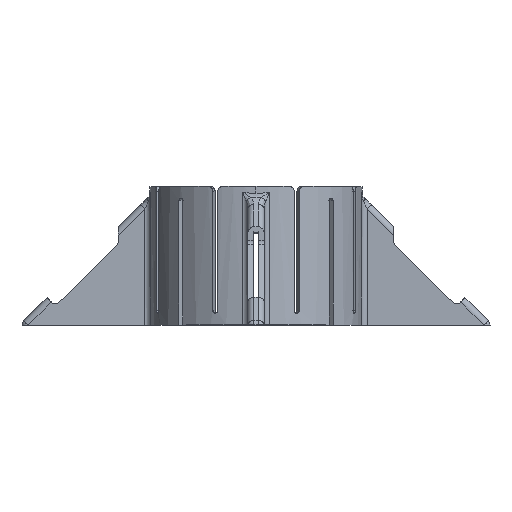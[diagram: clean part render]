
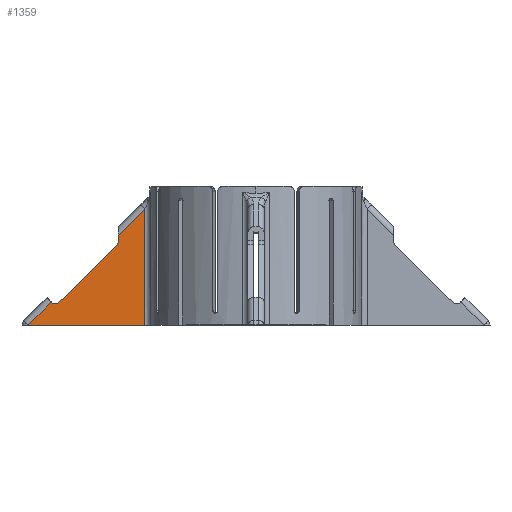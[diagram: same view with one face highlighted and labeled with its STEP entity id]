
A CAD part, top view. The second image highlights one B-rep face of the part: STEP entity #1359.
In plain terms, the highlighted planar face has unit normal (0, 0, 1).
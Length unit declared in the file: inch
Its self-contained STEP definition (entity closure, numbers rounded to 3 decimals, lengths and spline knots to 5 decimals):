
#120 = ORIENTED_EDGE ( 'NONE', *, *, #2936, .T. ) ;
#236 = EDGE_CURVE ( 'NONE', #4307, #7563, #7149, .T. ) ;
#261 = VECTOR ( 'NONE', #4082, 39.37008 ) ;
#273 = CARTESIAN_POINT ( 'NONE',  ( -3.52589, -1.09323, 0.2125 ) ) ;
#686 = VERTEX_POINT ( 'NONE', #7468 ) ;
#962 = ORIENTED_EDGE ( 'NONE', *, *, #236, .T. ) ;
#1359 = ADVANCED_FACE ( 'NONE', ( #6522 ), #2678, .F. ) ;
#1431 = ORIENTED_EDGE ( 'NONE', *, *, #5042, .T. ) ;
#1452 = LINE ( 'NONE', #2166, #261 ) ;
#1527 = CARTESIAN_POINT ( 'NONE',  ( -5.84777, -3.25, 0.2125 ) ) ;
#1528 = VERTEX_POINT ( 'NONE', #5708 ) ;
#1631 = DIRECTION ( 'NONE',  ( 0., 0., -1. ) ) ;
#1665 = CIRCLE ( 'NONE', #8081, 0.15 ) ;
#1732 = VERTEX_POINT ( 'NONE', #1527 ) ;
#1860 = CARTESIAN_POINT ( 'NONE',  ( -5.14353, -2.55066, 0.2125 ) ) ;
#2166 = CARTESIAN_POINT ( 'NONE',  ( -3.52589, 0., 0.2125 ) ) ;
#2238 = EDGE_CURVE ( 'NONE', #1528, #4307, #1452, .T. ) ;
#2358 = VERTEX_POINT ( 'NONE', #4283 ) ;
#2627 = LINE ( 'NONE', #5098, #4862 ) ;
#2678 = PLANE ( 'NONE',  #7786 ) ;
#2873 = CARTESIAN_POINT ( 'NONE',  ( 0., 0., 0.2125 ) ) ;
#2936 = EDGE_CURVE ( 'NONE', #6973, #1528, #6765, .T. ) ;
#2985 = CARTESIAN_POINT ( 'NONE',  ( -3.4202, -0.83932, 0.2125 ) ) ;
#3145 = CARTESIAN_POINT ( 'NONE',  ( -3.5702, -1.19967, 0.2125 ) ) ;
#3215 = VECTOR ( 'NONE', #6886, 39.37008 ) ;
#3618 = EDGE_CURVE ( 'NONE', #7563, #3633, #5684, .T. ) ;
#3633 = VERTEX_POINT ( 'NONE', #6908 ) ;
#3713 = EDGE_CURVE ( 'NONE', #1732, #686, #5459, .T. ) ;
#3840 = DIRECTION ( 'NONE',  ( -0.71, -0.705, 0. ) ) ;
#4082 = DIRECTION ( 'NONE',  ( 0., -1., 0. ) ) ;
#4114 = ORIENTED_EDGE ( 'NONE', *, *, #5768, .T. ) ;
#4283 = CARTESIAN_POINT ( 'NONE',  ( -5.24997, -2.65636, 0.2125 ) ) ;
#4307 = VERTEX_POINT ( 'NONE', #273 ) ;
#4434 = DIRECTION ( 'NONE',  ( -0.71, -0.705, 0. ) ) ;
#4507 = VECTOR ( 'NONE', #3840, 39.37008 ) ;
#4512 = DIRECTION ( 'NONE',  ( -1., 0., 0. ) ) ;
#4535 = DIRECTION ( 'NONE',  ( 0., 0., -1. ) ) ;
#4591 = AXIS2_PLACEMENT_3D ( 'NONE', #6309, #4535, #5080 ) ;
#4660 = CARTESIAN_POINT ( 'NONE',  ( -2.85206, -0.27513, 0.2125 ) ) ;
#4862 = VECTOR ( 'NONE', #4434, 39.37008 ) ;
#4965 = VECTOR ( 'NONE', #6690, 39.37008 ) ;
#5042 = EDGE_CURVE ( 'NONE', #3633, #2358, #1665, .T. ) ;
#5062 = ORIENTED_EDGE ( 'NONE', *, *, #3713, .T. ) ;
#5080 = DIRECTION ( 'NONE',  ( -1., 0., 0. ) ) ;
#5098 = CARTESIAN_POINT ( 'NONE',  ( -5.84777, -3.25, 0.2125 ) ) ;
#5443 = EDGE_CURVE ( 'NONE', #2358, #1732, #2627, .T. ) ;
#5459 = LINE ( 'NONE', #8029, #6519 ) ;
#5684 = LINE ( 'NONE', #6271, #4507 ) ;
#5708 = CARTESIAN_POINT ( 'NONE',  ( -3.52589, -0.94428, 0.2125 ) ) ;
#5768 = EDGE_CURVE ( 'NONE', #686, #6973, #6818, .T. ) ;
#5858 = DIRECTION ( 'NONE',  ( 0., 0., -1. ) ) ;
#6060 = DIRECTION ( 'NONE',  ( 1., 0., 0. ) ) ;
#6226 = CARTESIAN_POINT ( 'NONE',  ( -2.85206, 0., 0.2125 ) ) ;
#6271 = CARTESIAN_POINT ( 'NONE',  ( -1.17282, 1.18103, 0.2125 ) ) ;
#6309 = CARTESIAN_POINT ( 'NONE',  ( -3.67589, -1.09323, 0.2125 ) ) ;
#6374 = DIRECTION ( 'NONE',  ( -1., 0., 0. ) ) ;
#6441 = EDGE_LOOP ( 'NONE', ( #7054, #1431, #7914, #5062, #4114, #120, #6997, #962 ) ) ;
#6519 = VECTOR ( 'NONE', #6060, 39.37008 ) ;
#6522 = FACE_OUTER_BOUND ( 'NONE', #6441, .T. ) ;
#6690 = DIRECTION ( 'NONE',  ( 0., 1., 0. ) ) ;
#6765 = LINE ( 'NONE', #2985, #3215 ) ;
#6818 = LINE ( 'NONE', #6226, #4965 ) ;
#6886 = DIRECTION ( 'NONE',  ( -0.71, -0.705, 0. ) ) ;
#6908 = CARTESIAN_POINT ( 'NONE',  ( -5.03784, -2.6571, 0.2125 ) ) ;
#6973 = VERTEX_POINT ( 'NONE', #4660 ) ;
#6997 = ORIENTED_EDGE ( 'NONE', *, *, #2238, .T. ) ;
#7054 = ORIENTED_EDGE ( 'NONE', *, *, #3618, .T. ) ;
#7149 = CIRCLE ( 'NONE', #4591, 0.15 ) ;
#7468 = CARTESIAN_POINT ( 'NONE',  ( -2.85206, -3.25, 0.2125 ) ) ;
#7563 = VERTEX_POINT ( 'NONE', #3145 ) ;
#7786 = AXIS2_PLACEMENT_3D ( 'NONE', #2873, #1631, #4512 ) ;
#7914 = ORIENTED_EDGE ( 'NONE', *, *, #5443, .T. ) ;
#8029 = CARTESIAN_POINT ( 'NONE',  ( 0., -3.25, 0.2125 ) ) ;
#8081 = AXIS2_PLACEMENT_3D ( 'NONE', #1860, #5858, #6374 ) ;
